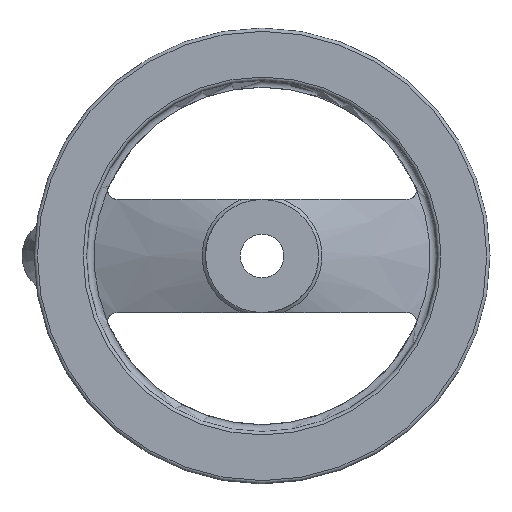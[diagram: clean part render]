
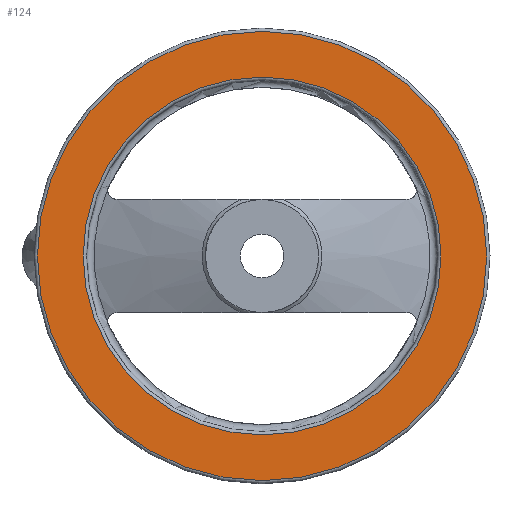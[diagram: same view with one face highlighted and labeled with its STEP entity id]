
A CAD part, left-side view. The second image highlights one B-rep face of the part: STEP entity #124.
In plain terms, the highlighted planar face has unit normal (-1, 0, 0).
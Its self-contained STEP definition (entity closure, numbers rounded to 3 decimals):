
#124 = ADVANCED_FACE( '', ( #262, #263 ), #264, .F. );
#262 = FACE_OUTER_BOUND( '', #426, .T. );
#263 = FACE_BOUND( '', #427, .T. );
#264 = PLANE( '', #428 );
#426 = EDGE_LOOP( '', ( #695 ) );
#427 = EDGE_LOOP( '', ( #696 ) );
#428 = AXIS2_PLACEMENT_3D( '', #697, #698, #699 );
#695 = ORIENTED_EDGE( '', *, *, #788, .F. );
#696 = ORIENTED_EDGE( '', *, *, #716, .T. );
#697 = CARTESIAN_POINT( '', ( 17.1, 49.056, 0. ) );
#698 = DIRECTION( '', ( 1., 0., 0. ) );
#699 = DIRECTION( '', ( 0., 0., -1. ) );
#716 = EDGE_CURVE( '', #831, #831, #832, .T. );
#788 = EDGE_CURVE( '', #936, #936, #937, .T. );
#831 = VERTEX_POINT( '', #1040 );
#832 = CIRCLE( '', #1041, 49.056 );
#936 = VERTEX_POINT( '', #1416 );
#937 = CIRCLE( '', #1417, 61.6 );
#1040 = CARTESIAN_POINT( '', ( 17.1, 0., -49.056 ) );
#1041 = AXIS2_PLACEMENT_3D( '', #1452, #1453, #1454 );
#1416 = CARTESIAN_POINT( '', ( 17.1, 0., -61.6 ) );
#1417 = AXIS2_PLACEMENT_3D( '', #1524, #1525, #1526 );
#1452 = CARTESIAN_POINT( '', ( 17.1, 0., 0. ) );
#1453 = DIRECTION( '', ( 1., 0., 0. ) );
#1454 = DIRECTION( '', ( 0., 0., -1. ) );
#1524 = CARTESIAN_POINT( '', ( 17.1, 0., 0. ) );
#1525 = DIRECTION( '', ( 1., 0., 0. ) );
#1526 = DIRECTION( '', ( 0., 0., -1. ) );
